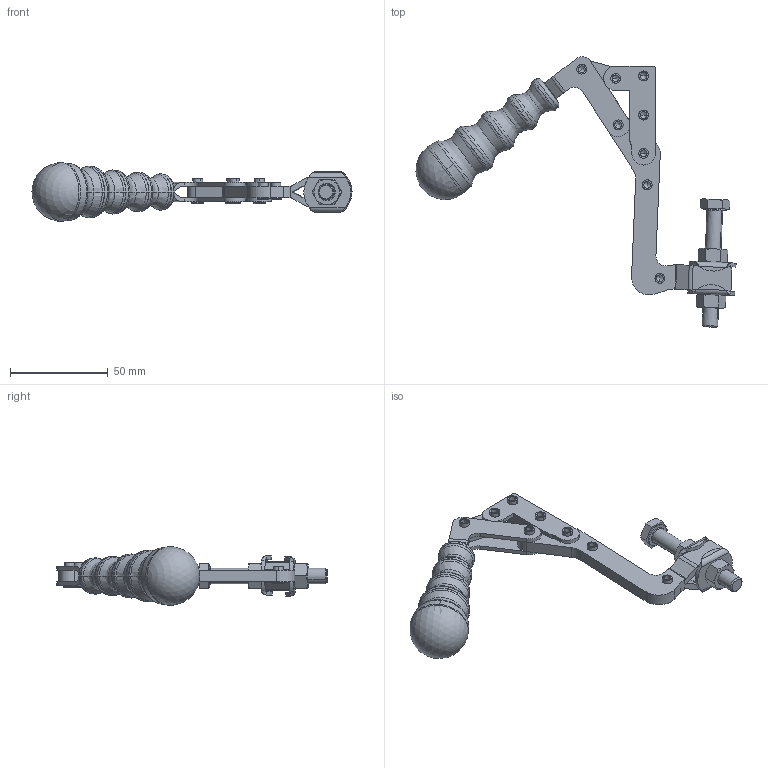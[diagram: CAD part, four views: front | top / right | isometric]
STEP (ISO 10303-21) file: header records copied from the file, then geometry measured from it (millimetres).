
FILE_DESCRIPTION((''),'2;1');
FILE_NAME('502-opened.stp','2005-09-28T09:27:23',('Kysilko'),(''),'Autodesk Inventor 8','Autodesk Inventor 8','');
FILE_SCHEMA(('AUTOMOTIVE_DESIGN { 1 0 10303 214 1 1 1 1 }'));
Length unit declared in the file: millimetre
Products named in the file (1): Part1
Bounding box: 163.69 x 138.33 x 30 mm (x, y, z)
Volume: 57309.5 mm3; surface area: 23931 mm2
Topology: 1 solids, 2 shells, 437 faces, 1130 edges, 701 vertices
Faces by surface type: cylinder 112, plane 111, bspline 110, cone 60, torus 42, sphere 2
Entity records: 17106 total; most frequent: CARTESIAN_POINT 6667, DIRECTION 2247, ORIENTED_EDGE 2218, EDGE_CURVE 1109, AXIS2_PLACEMENT_3D 893, VERTEX_POINT 699, CIRCLE 565, EDGE_LOOP 472
